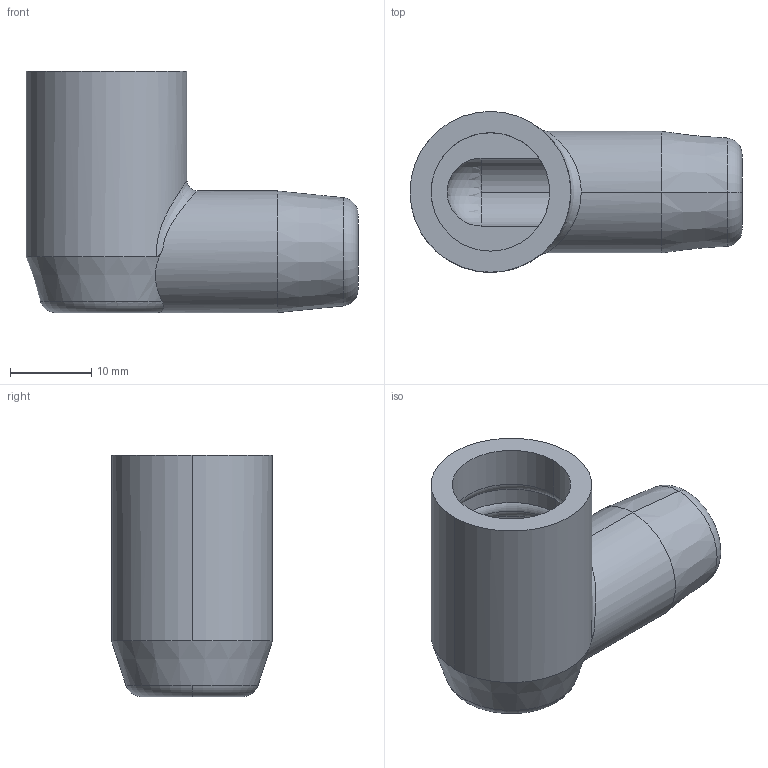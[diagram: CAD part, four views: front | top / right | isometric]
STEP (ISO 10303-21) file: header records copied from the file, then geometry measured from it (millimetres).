
FILE_DESCRIPTION (( 'STEP AP203' ), '1' );
FILE_NAME ('AB16.STEP', '2019-10-30T16:49:11', ( 'tempuser' ), ( 'Microsoft' ), 'SwSTEP 2.0', 'SolidWorks 2019', '' );
FILE_SCHEMA (( 'CONFIG_CONTROL_DESIGN' ));
Length unit declared in the file: inch
Products named in the file (1): AB16
Bounding box: 40.89 x 19.81 x 29.72 mm (x, y, z)
Volume: 7494.3 mm3; surface area: 4863.4 mm2
Topology: 1 solids, 1 shells, 41 faces, 96 edges, 55 vertices
Faces by surface type: cylinder 15, torus 12, plane 6, cone 5, bspline 2, sphere 1
Entity records: 1805 total; most frequent: CARTESIAN_POINT 803, DIRECTION 206, ORIENTED_EDGE 188, EDGE_CURVE 94, AXIS2_PLACEMENT_3D 90, VERTEX_POINT 55, CIRCLE 50, EDGE_LOOP 43
